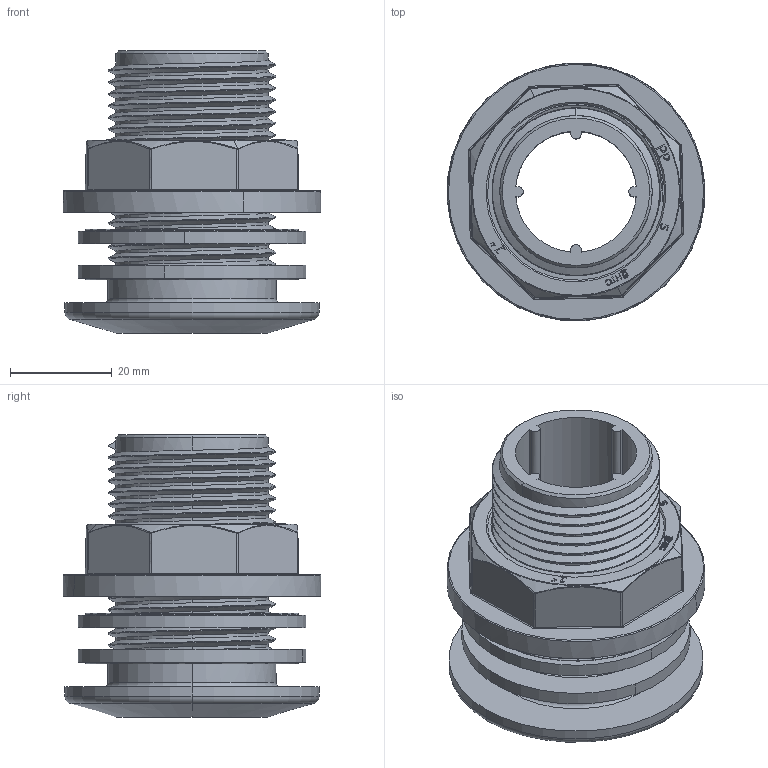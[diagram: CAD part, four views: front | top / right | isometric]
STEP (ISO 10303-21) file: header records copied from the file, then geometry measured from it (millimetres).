
FILE_DESCRIPTION (( 'STEP AP214' ), '1' );
FILE_NAME ('蚾饜极 1.STEP', '2025-07-08T05:32:53', ( '' ), ( '' ), 'SwSTEP 2.0', 'SolidWorks 2023', '' );
FILE_SCHEMA (( 'AUTOMOTIVE_DESIGN' ));
Length unit declared in the file: millimetre
Products named in the file (4): 装配体 1; 2023-083  1; 2023-102=1; 1
Assembly tree (4 placements, depth 2):
  装配体 1
    1
    2023-083  1  x2
    2023-102=1
Bounding box: 50.64 x 50.64 x 55.5 mm (x, y, z)
Volume: 37264.4 mm3; surface area: 26767.3 mm2
Topology: 4 solids, 4 shells, 474 faces, 1180 edges, 753 vertices
Faces by surface type: plane 148, bspline 109, cylinder 106, cone 85, torus 26
Entity records: 27147 total; most frequent: CARTESIAN_POINT 17350, ORIENTED_EDGE 2264, DIRECTION 1661, EDGE_CURVE 1132, VERTEX_POINT 725, AXIS2_PLACEMENT_3D 649, EDGE_LOOP 493, FACE_OUTER_BOUND 450
